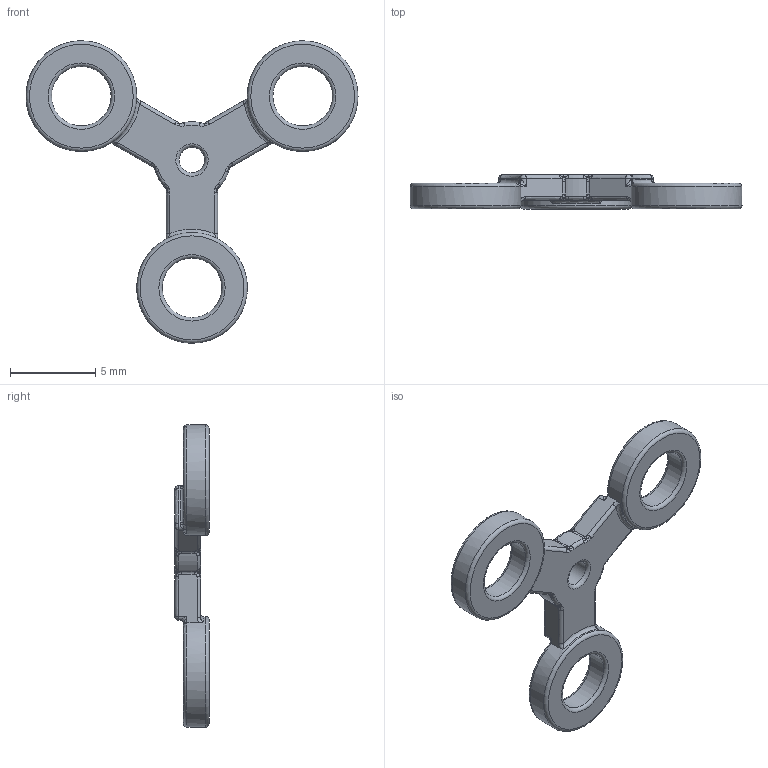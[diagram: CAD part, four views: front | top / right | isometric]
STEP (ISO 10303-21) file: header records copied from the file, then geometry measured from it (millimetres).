
FILE_DESCRIPTION(('FreeCAD Model'),'2;1');
FILE_NAME('Open CASCADE Shape Model','2025-01-14T14:21:39',(''),(''), 'Open CASCADE STEP processor 7.7','FreeCAD','Unknown');
FILE_SCHEMA(('AUTOMOTIVE_DESIGN { 1 0 10303 214 1 1 1 1 }'));
Length unit declared in the file: millimetre
Products named in the file (1): springtop v3
Bounding box: 19.5 x 2 x 17.76 mm (x, y, z)
Volume: 156.3 mm3; surface area: 364.5 mm2
Topology: 1 solids, 1 shells, 182 faces, 468 edges, 282 vertices
Faces by surface type: bspline 122, cylinder 25, torus 21, plane 14
Full cylindrical faces by diameter (mm): 1.5 x1, 3.5 x3, 6.5 x3
Entity records: 12877 total; most frequent: CARTESIAN_POINT 9423, ORIENTED_EDGE 924, EDGE_CURVE 462, DIRECTION 357, B_SPLINE_CURVE_WITH_KNOTS 326, VERTEX_POINT 282, FACE_BOUND 190, EDGE_LOOP 190
